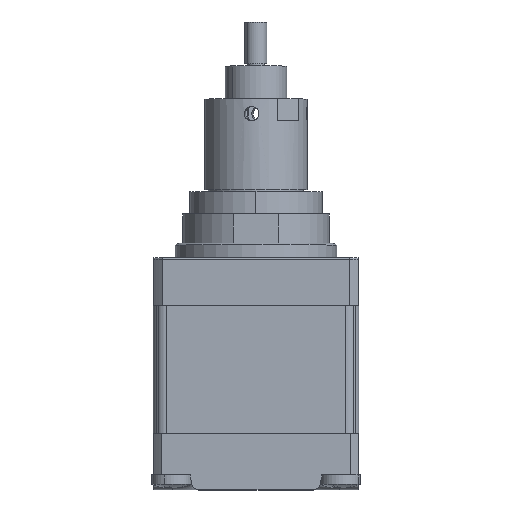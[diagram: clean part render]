
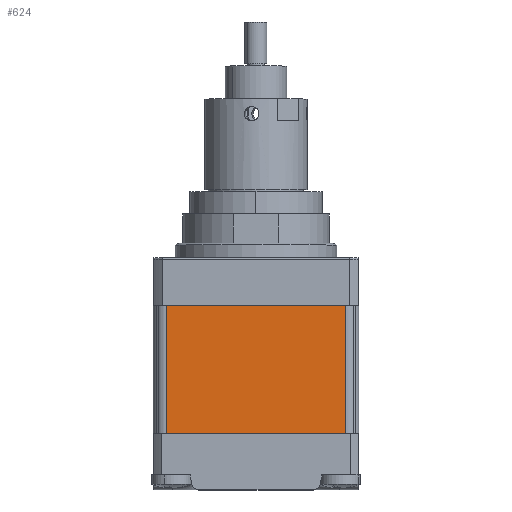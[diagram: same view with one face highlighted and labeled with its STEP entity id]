
A CAD part, top view. The second image highlights one B-rep face of the part: STEP entity #624.
In plain terms, the highlighted planar face has unit normal (0, 0, 1).
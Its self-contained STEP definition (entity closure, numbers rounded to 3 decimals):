
#244 = ORIENTED_EDGE ( 'NONE', *, *, #2718, .T. ) ;
#343 = CARTESIAN_POINT ( 'NONE',  ( 27.063, 11.203, 17.253 ) ) ;
#471 = EDGE_CURVE ( 'NONE', #4325, #11781, #8463, .T. ) ;
#507 = ORIENTED_EDGE ( 'NONE', *, *, #10202, .F. ) ;
#624 = ADVANCED_FACE ( 'NONE', ( #12355 ), #5452, .F. ) ;
#872 = CARTESIAN_POINT ( 'NONE',  ( 2.569, -6.297, 17.253 ) ) ;
#1246 = ORIENTED_EDGE ( 'NONE', *, *, #8448, .T. ) ;
#1402 = VERTEX_POINT ( 'NONE', #343 ) ;
#1805 = DIRECTION ( 'NONE',  ( -1., 0., 0. ) ) ;
#2377 = CARTESIAN_POINT ( 'NONE',  ( 2.569, -6.297, 17.253 ) ) ;
#2718 = EDGE_CURVE ( 'NONE', #4325, #1402, #3071, .T. ) ;
#3071 = LINE ( 'NONE', #12361, #7827 ) ;
#3326 = CARTESIAN_POINT ( 'NONE',  ( 27.063, -6.297, 17.253 ) ) ;
#3636 = LINE ( 'NONE', #4638, #8385 ) ;
#4300 = DIRECTION ( 'NONE',  ( -1., 0., 0. ) ) ;
#4325 = VERTEX_POINT ( 'NONE', #3326 ) ;
#4535 = DIRECTION ( 'NONE',  ( 1., 0., 0. ) ) ;
#4638 = CARTESIAN_POINT ( 'NONE',  ( 2.569, 11.203, 17.253 ) ) ;
#5452 = PLANE ( 'NONE',  #8034 ) ;
#7283 = VECTOR ( 'NONE', #8473, 1000. ) ;
#7597 = LINE ( 'NONE', #872, #7283 ) ;
#7827 = VECTOR ( 'NONE', #10437, 1000. ) ;
#8034 = AXIS2_PLACEMENT_3D ( 'NONE', #8328, #10254, #4535 ) ;
#8328 = CARTESIAN_POINT ( 'NONE',  ( 2.569, -6.297, 17.253 ) ) ;
#8385 = VECTOR ( 'NONE', #1805, 1000. ) ;
#8448 = EDGE_CURVE ( 'NONE', #1402, #9306, #3636, .T. ) ;
#8463 = LINE ( 'NONE', #2377, #10719 ) ;
#8473 = DIRECTION ( 'NONE',  ( 0., 1., 0. ) ) ;
#9053 = ORIENTED_EDGE ( 'NONE', *, *, #471, .F. ) ;
#9306 = VERTEX_POINT ( 'NONE', #10909 ) ;
#10202 = EDGE_CURVE ( 'NONE', #11781, #9306, #7597, .T. ) ;
#10254 = DIRECTION ( 'NONE',  ( 0., 0., -1. ) ) ;
#10437 = DIRECTION ( 'NONE',  ( 0., 1., 0. ) ) ;
#10719 = VECTOR ( 'NONE', #4300, 1000. ) ;
#10909 = CARTESIAN_POINT ( 'NONE',  ( 2.569, 11.203, 17.253 ) ) ;
#11458 = CARTESIAN_POINT ( 'NONE',  ( 2.569, -6.297, 17.253 ) ) ;
#11781 = VERTEX_POINT ( 'NONE', #11458 ) ;
#12311 = EDGE_LOOP ( 'NONE', ( #1246, #507, #9053, #244 ) ) ;
#12355 = FACE_OUTER_BOUND ( 'NONE', #12311, .T. ) ;
#12361 = CARTESIAN_POINT ( 'NONE',  ( 27.063, -6.297, 17.253 ) ) ;
